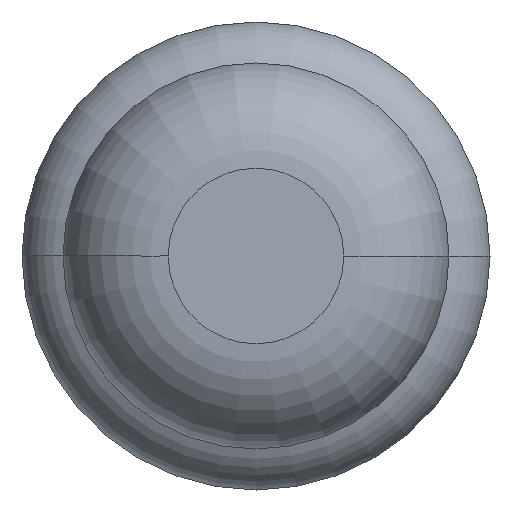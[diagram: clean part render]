
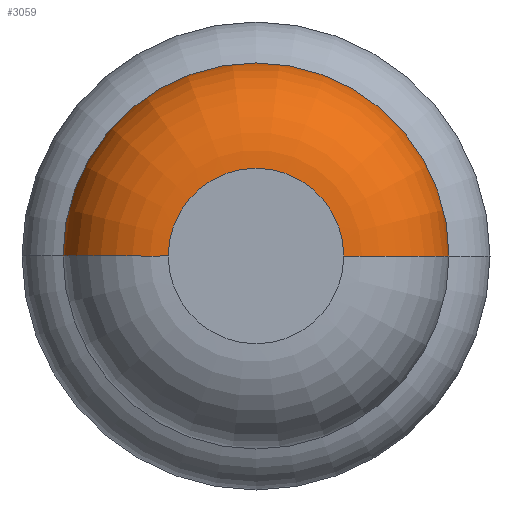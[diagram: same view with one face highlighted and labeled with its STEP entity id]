
A CAD part, front view. The second image highlights one B-rep face of the part: STEP entity #3059.
In plain terms, the highlighted toroidal (fillet/blend) face has major radius 0.375 mm and minor radius 0.45 mm.
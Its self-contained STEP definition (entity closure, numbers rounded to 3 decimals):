
#34 = EDGE_CURVE ( 'NONE', #2487, #395, #1812, .T. ) ;
#99 = EDGE_CURVE ( 'Defeature ausgef�hrt1_6+Defeature ausgef�hrt1_7+Defeature ausgef�hrt1_7+Defeature ausgef�hrt1_7', #395, #262, #450, .T. ) ;
#122 = ORIENTED_EDGE ( 'NONE', *, *, #429, .T. ) ;
#227 = CARTESIAN_POINT ( 'NONE',  ( 0.375, -31.55, 0. ) ) ;
#262 = VERTEX_POINT ( 'NONE', #2332 ) ;
#263 = AXIS2_PLACEMENT_3D ( 'NONE', #1836, #2330, #2067 ) ;
#269 = DIRECTION ( 'NONE',  ( 0., -1., 0. ) ) ;
#387 = AXIS2_PLACEMENT_3D ( 'NONE', #1631, #269, #2394 ) ;
#391 = FACE_OUTER_BOUND ( 'NONE', #2375, .T. ) ;
#395 = VERTEX_POINT ( 'NONE', #3187 ) ;
#429 = EDGE_CURVE ( 'NONE', #2452, #262, #1024, .T. ) ;
#450 = CIRCLE ( 'NONE', #387, 0.375 ) ;
#602 = ORIENTED_EDGE ( 'NONE', *, *, #99, .F. ) ;
#664 = CARTESIAN_POINT ( 'NONE',  ( -0.825, -31.55, 0. ) ) ;
#800 = DIRECTION ( 'NONE',  ( 0., -1., 0. ) ) ;
#828 = DIRECTION ( 'NONE',  ( 0., -1., 0. ) ) ;
#940 = CIRCLE ( 'NONE', #1579, 0.825 ) ;
#1024 = CIRCLE ( 'NONE', #263, 0.45 ) ;
#1107 = ORIENTED_EDGE ( 'NONE', *, *, #2178, .T. ) ;
#1117 = AXIS2_PLACEMENT_3D ( 'NONE', #2695, #828, #1377 ) ;
#1377 = DIRECTION ( 'NONE',  ( 1., 0., 0. ) ) ;
#1392 = TOROIDAL_SURFACE ( 'NONE', #1117, 0.375, 0.45 ) ;
#1579 = AXIS2_PLACEMENT_3D ( 'NONE', #3188, #800, #1876 ) ;
#1631 = CARTESIAN_POINT ( 'NONE',  ( 0., -32., 0. ) ) ;
#1812 = CIRCLE ( 'NONE', #2778, 0.45 ) ;
#1836 = CARTESIAN_POINT ( 'NONE',  ( -0.375, -31.55, 0. ) ) ;
#1876 = DIRECTION ( 'NONE',  ( 1., 0., 0. ) ) ;
#2067 = DIRECTION ( 'NONE',  ( 1., 0., 0. ) ) ;
#2068 = DIRECTION ( 'NONE',  ( -1., 0., 0. ) ) ;
#2178 = EDGE_CURVE ( 'Defeature ausgef�hrt1_7+Defeature ausgef�hrt1_8+Defeature ausgef�hrt1_8+Defeature ausgef�hrt1_8', #2487, #2452, #940, .T. ) ;
#2330 = DIRECTION ( 'NONE',  ( 0., 0., 1. ) ) ;
#2331 = DIRECTION ( 'NONE',  ( 0., 0., -1. ) ) ;
#2332 = CARTESIAN_POINT ( 'NONE',  ( -0.375, -32., 0. ) ) ;
#2375 = EDGE_LOOP ( 'NONE', ( #1107, #122, #602, #3039 ) ) ;
#2394 = DIRECTION ( 'NONE',  ( 1., 0., 0. ) ) ;
#2452 = VERTEX_POINT ( 'NONE', #664 ) ;
#2487 = VERTEX_POINT ( 'NONE', #2606 ) ;
#2606 = CARTESIAN_POINT ( 'NONE',  ( 0.825, -31.55, 0. ) ) ;
#2695 = CARTESIAN_POINT ( 'NONE',  ( 0., -31.55, 0. ) ) ;
#2778 = AXIS2_PLACEMENT_3D ( 'NONE', #227, #2331, #2068 ) ;
#3039 = ORIENTED_EDGE ( 'NONE', *, *, #34, .F. ) ;
#3059 = ADVANCED_FACE ( 'Defeature ausgef�hrt1_7', ( #391 ), #1392, .T. ) ;
#3187 = CARTESIAN_POINT ( 'NONE',  ( 0.375, -32., 0. ) ) ;
#3188 = CARTESIAN_POINT ( 'NONE',  ( 0., -31.55, 0. ) ) ;
